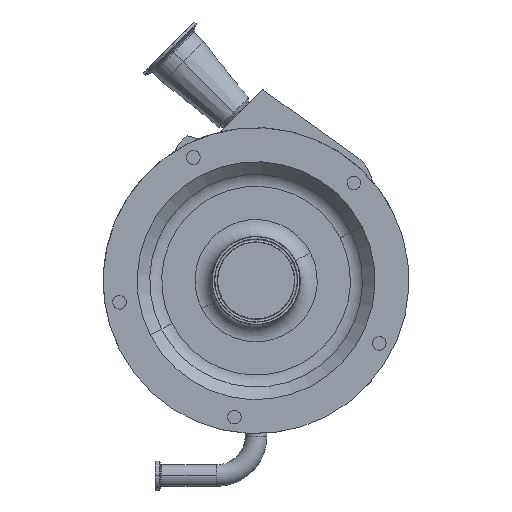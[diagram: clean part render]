
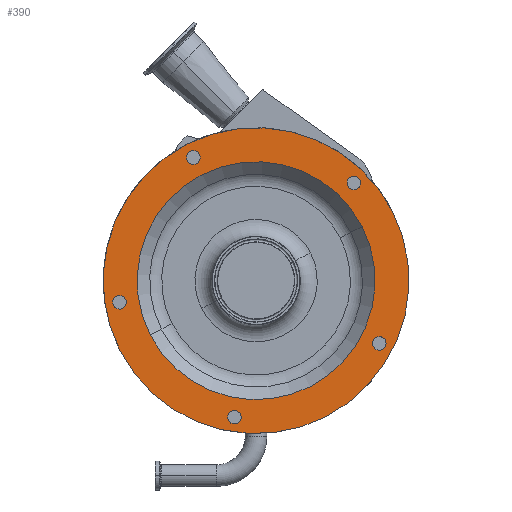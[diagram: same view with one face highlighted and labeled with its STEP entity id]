
A CAD part, top view. The second image highlights one B-rep face of the part: STEP entity #390.
In plain terms, the highlighted planar face has unit normal (0, 0, 1).
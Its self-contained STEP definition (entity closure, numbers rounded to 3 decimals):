
#390 = ADVANCED_FACE ( 'NONE', ( #5748, #2560, #5572, #2650, #2833, #18341, #17180 ), #14167, .F. ) ;
#485 = DIRECTION ( 'NONE',  ( 0., 0., 1. ) ) ;
#681 = AXIS2_PLACEMENT_3D ( 'NONE', #1894, #485, #3042 ) ;
#762 = VERTEX_POINT ( 'NONE', #15281 ) ;
#776 = DIRECTION ( 'NONE',  ( -0.156, 0.988, 0. ) ) ;
#799 = VERTEX_POINT ( 'NONE', #16606 ) ;
#876 = EDGE_CURVE ( 'NONE', #1614, #799, #7025, .T. ) ;
#1032 = EDGE_LOOP ( 'NONE', ( #18280, #13166 ) ) ;
#1399 = CARTESIAN_POINT ( 'NONE',  ( -17.706, 34.749, 222. ) ) ;
#1468 = CARTESIAN_POINT ( 'NONE',  ( 120.286, 61.289, 222. ) ) ;
#1614 = VERTEX_POINT ( 'NONE', #2437 ) ;
#1656 = DIRECTION ( 'NONE',  ( -0.988, 0.156, 0. ) ) ;
#1673 = VERTEX_POINT ( 'NONE', #6588 ) ;
#1674 = DIRECTION ( 'NONE',  ( 0., 0., 1. ) ) ;
#1700 = AXIS2_PLACEMENT_3D ( 'NONE', #14239, #5475, #9809 ) ;
#1894 = CARTESIAN_POINT ( 'NONE',  ( 86.267, 86.267, 222. ) ) ;
#1999 = CARTESIAN_POINT ( 'NONE',  ( -125.844, -21.809, 222. ) ) ;
#2034 = ORIENTED_EDGE ( 'NONE', *, *, #5930, .F. ) ;
#2180 = DIRECTION ( 'NONE',  ( 0.891, 0.454, 0. ) ) ;
#2437 = CARTESIAN_POINT ( 'NONE',  ( 88.991, 91.613, 222. ) ) ;
#2441 = VERTEX_POINT ( 'NONE', #2951 ) ;
#2542 = AXIS2_PLACEMENT_3D ( 'NONE', #6404, #6057, #15003 ) ;
#2560 = FACE_BOUND ( 'NONE', #5022, .T. ) ;
#2619 = EDGE_CURVE ( 'NONE', #762, #7860, #3755, .T. ) ;
#2650 = FACE_BOUND ( 'NONE', #12221, .T. ) ;
#2833 = FACE_BOUND ( 'NONE', #15675, .T. ) ;
#2951 = CARTESIAN_POINT ( 'NONE',  ( -115.152, -16.361, 222. ) ) ;
#3042 = DIRECTION ( 'NONE',  ( 0.707, -0.707, 0. ) ) ;
#3085 = CIRCLE ( 'NONE', #10618, 6. ) ;
#3281 = CARTESIAN_POINT ( 'NONE',  ( -18.146, -126.424, 222. ) ) ;
#3397 = ORIENTED_EDGE ( 'NONE', *, *, #4031, .F. ) ;
#3449 = CARTESIAN_POINT ( 'NONE',  ( 114.629, -56.325, 222. ) ) ;
#3561 = ORIENTED_EDGE ( 'NONE', *, *, #4646, .F. ) ;
#3755 = CIRCLE ( 'NONE', #2542, 105. ) ;
#3809 = ORIENTED_EDGE ( 'NONE', *, *, #16652, .F. ) ;
#3965 = VERTEX_POINT ( 'NONE', #13616 ) ;
#4003 = DIRECTION ( 'NONE',  ( 0., 0., 1. ) ) ;
#4018 = DIRECTION ( 'NONE',  ( 0.891, 0.454, 0. ) ) ;
#4031 = EDGE_CURVE ( 'NONE', #2441, #4767, #3085, .T. ) ;
#4132 = EDGE_CURVE ( 'NONE', #10469, #14679, #9427, .T. ) ;
#4309 = CIRCLE ( 'NONE', #681, 6. ) ;
#4311 = VERTEX_POINT ( 'NONE', #14733 ) ;
#4362 = ORIENTED_EDGE ( 'NONE', *, *, #18706, .F. ) ;
#4379 = EDGE_CURVE ( 'NONE', #4311, #5091, #13965, .T. ) ;
#4401 = DIRECTION ( 'NONE',  ( 0., 0., 1. ) ) ;
#4585 = CIRCLE ( 'NONE', #5795, 6. ) ;
#4646 = EDGE_CURVE ( 'NONE', #799, #1614, #4309, .T. ) ;
#4767 = VERTEX_POINT ( 'NONE', #1999 ) ;
#4869 = CIRCLE ( 'NONE', #6685, 135. ) ;
#4874 = DIRECTION ( 'NONE',  ( -0.988, 0.156, 0. ) ) ;
#4923 = AXIS2_PLACEMENT_3D ( 'NONE', #9419, #11030, #15178 ) ;
#5022 = EDGE_LOOP ( 'NONE', ( #11159, #3561 ) ) ;
#5085 = EDGE_CURVE ( 'NONE', #5091, #4311, #4585, .T. ) ;
#5091 = VERTEX_POINT ( 'NONE', #14418 ) ;
#5471 = ORIENTED_EDGE ( 'NONE', *, *, #4132, .T. ) ;
#5475 = DIRECTION ( 'NONE',  ( 0., 0., 1. ) ) ;
#5484 = DIRECTION ( 'NONE',  ( 0., 0., -1. ) ) ;
#5569 = DIRECTION ( 'NONE',  ( -0.454, -0.891, 0. ) ) ;
#5572 = FACE_BOUND ( 'NONE', #14857, .T. ) ;
#5648 = ORIENTED_EDGE ( 'NONE', *, *, #9985, .F. ) ;
#5748 = FACE_OUTER_BOUND ( 'NONE', #11152, .T. ) ;
#5795 = AXIS2_PLACEMENT_3D ( 'NONE', #15929, #1674, #12825 ) ;
#5930 = EDGE_CURVE ( 'NONE', #16898, #3965, #7979, .T. ) ;
#6057 = DIRECTION ( 'NONE',  ( 0., 0., 1. ) ) ;
#6253 = CARTESIAN_POINT ( 'NONE',  ( -120.498, -19.085, 222. ) ) ;
#6350 = CARTESIAN_POINT ( 'NONE',  ( 108.703, -55.387, 222. ) ) ;
#6404 = CARTESIAN_POINT ( 'NONE',  ( 0., 0., 222. ) ) ;
#6406 = CIRCLE ( 'NONE', #12750, 6. ) ;
#6588 = CARTESIAN_POINT ( 'NONE',  ( 102.777, -54.448, 222. ) ) ;
#6685 = AXIS2_PLACEMENT_3D ( 'NONE', #17765, #9551, #2180 ) ;
#6918 = CIRCLE ( 'NONE', #11154, 6. ) ;
#7025 = CIRCLE ( 'NONE', #4923, 6. ) ;
#7046 = AXIS2_PLACEMENT_3D ( 'NONE', #1399, #5484, #17272 ) ;
#7050 = ORIENTED_EDGE ( 'NONE', *, *, #12630, .T. ) ;
#7860 = VERTEX_POINT ( 'NONE', #18066 ) ;
#7967 = CARTESIAN_POINT ( 'NONE',  ( -55.387, 108.703, 222. ) ) ;
#7979 = CIRCLE ( 'NONE', #11301, 6. ) ;
#8629 = EDGE_CURVE ( 'NONE', #1673, #17422, #6918, .T. ) ;
#9052 = CIRCLE ( 'NONE', #17771, 6. ) ;
#9419 = CARTESIAN_POINT ( 'NONE',  ( 86.267, 86.267, 222. ) ) ;
#9427 = CIRCLE ( 'NONE', #18201, 135. ) ;
#9551 = DIRECTION ( 'NONE',  ( 0., 0., 1. ) ) ;
#9746 = DIRECTION ( 'NONE',  ( 0.891, 0.454, 0. ) ) ;
#9809 = DIRECTION ( 'NONE',  ( 0.891, 0.454, 0. ) ) ;
#9985 = EDGE_CURVE ( 'NONE', #17422, #1673, #12540, .T. ) ;
#10469 = VERTEX_POINT ( 'NONE', #14240 ) ;
#10618 = AXIS2_PLACEMENT_3D ( 'NONE', #6253, #12012, #17780 ) ;
#10752 = CIRCLE ( 'NONE', #1700, 105. ) ;
#10901 = DIRECTION ( 'NONE',  ( 0., 0., 1. ) ) ;
#11030 = DIRECTION ( 'NONE',  ( 0., 0., 1. ) ) ;
#11085 = ORIENTED_EDGE ( 'NONE', *, *, #2619, .F. ) ;
#11152 = EDGE_LOOP ( 'NONE', ( #7050, #5471 ) ) ;
#11154 = AXIS2_PLACEMENT_3D ( 'NONE', #14162, #12827, #5569 ) ;
#11159 = ORIENTED_EDGE ( 'NONE', *, *, #876, .F. ) ;
#11301 = AXIS2_PLACEMENT_3D ( 'NONE', #13459, #13366, #4874 ) ;
#11342 = AXIS2_PLACEMENT_3D ( 'NONE', #6350, #12115, #17886 ) ;
#11512 = EDGE_LOOP ( 'NONE', ( #11085, #17533 ) ) ;
#12012 = DIRECTION ( 'NONE',  ( 0., 0., 1. ) ) ;
#12115 = DIRECTION ( 'NONE',  ( 0., 0., 1. ) ) ;
#12221 = EDGE_LOOP ( 'NONE', ( #2034, #4362 ) ) ;
#12267 = ORIENTED_EDGE ( 'NONE', *, *, #8629, .F. ) ;
#12540 = CIRCLE ( 'NONE', #11342, 6. ) ;
#12630 = EDGE_CURVE ( 'NONE', #14679, #10469, #4869, .T. ) ;
#12750 = AXIS2_PLACEMENT_3D ( 'NONE', #16350, #18067, #776 ) ;
#12754 = AXIS2_PLACEMENT_3D ( 'NONE', #7967, #10901, #4018 ) ;
#12825 = DIRECTION ( 'NONE',  ( 0.891, 0.454, 0. ) ) ;
#12827 = DIRECTION ( 'NONE',  ( 0., 0., 1. ) ) ;
#13166 = ORIENTED_EDGE ( 'NONE', *, *, #4379, .F. ) ;
#13366 = DIRECTION ( 'NONE',  ( 0., 0., 1. ) ) ;
#13459 = CARTESIAN_POINT ( 'NONE',  ( -19.085, -120.498, 222. ) ) ;
#13616 = CARTESIAN_POINT ( 'NONE',  ( -20.024, -114.572, 222. ) ) ;
#13965 = CIRCLE ( 'NONE', #12754, 6. ) ;
#14162 = CARTESIAN_POINT ( 'NONE',  ( 108.703, -55.387, 222. ) ) ;
#14167 = PLANE ( 'NONE',  #7046 ) ;
#14239 = CARTESIAN_POINT ( 'NONE',  ( 0., 0., 222. ) ) ;
#14240 = CARTESIAN_POINT ( 'NONE',  ( -120.286, -61.289, 222. ) ) ;
#14418 = CARTESIAN_POINT ( 'NONE',  ( -59.629, 112.945, 222. ) ) ;
#14679 = VERTEX_POINT ( 'NONE', #1468 ) ;
#14733 = CARTESIAN_POINT ( 'NONE',  ( -51.144, 104.46, 222. ) ) ;
#14857 = EDGE_LOOP ( 'NONE', ( #5648, #12267 ) ) ;
#15003 = DIRECTION ( 'NONE',  ( 0.891, 0.454, 0. ) ) ;
#15178 = DIRECTION ( 'NONE',  ( 0.707, -0.707, 0. ) ) ;
#15281 = CARTESIAN_POINT ( 'NONE',  ( 93.556, 47.669, 222. ) ) ;
#15424 = EDGE_CURVE ( 'NONE', #7860, #762, #10752, .T. ) ;
#15675 = EDGE_LOOP ( 'NONE', ( #3809, #3397 ) ) ;
#15929 = CARTESIAN_POINT ( 'NONE',  ( -55.387, 108.703, 222. ) ) ;
#16011 = CARTESIAN_POINT ( 'NONE',  ( -19.085, -120.498, 222. ) ) ;
#16350 = CARTESIAN_POINT ( 'NONE',  ( -120.498, -19.085, 222. ) ) ;
#16606 = CARTESIAN_POINT ( 'NONE',  ( 83.543, 80.921, 222. ) ) ;
#16652 = EDGE_CURVE ( 'NONE', #4767, #2441, #6406, .T. ) ;
#16748 = CARTESIAN_POINT ( 'NONE',  ( 0., 0., 222. ) ) ;
#16898 = VERTEX_POINT ( 'NONE', #3281 ) ;
#17180 = FACE_BOUND ( 'NONE', #11512, .T. ) ;
#17272 = DIRECTION ( 'NONE',  ( 0., -1., 0. ) ) ;
#17422 = VERTEX_POINT ( 'NONE', #3449 ) ;
#17533 = ORIENTED_EDGE ( 'NONE', *, *, #15424, .F. ) ;
#17765 = CARTESIAN_POINT ( 'NONE',  ( 0., 0., 222. ) ) ;
#17771 = AXIS2_PLACEMENT_3D ( 'NONE', #16011, #4401, #1656 ) ;
#17780 = DIRECTION ( 'NONE',  ( -0.156, 0.988, 0. ) ) ;
#17886 = DIRECTION ( 'NONE',  ( -0.454, -0.891, 0. ) ) ;
#18066 = CARTESIAN_POINT ( 'NONE',  ( -93.556, -47.669, 222. ) ) ;
#18067 = DIRECTION ( 'NONE',  ( 0., 0., 1. ) ) ;
#18201 = AXIS2_PLACEMENT_3D ( 'NONE', #16748, #4003, #9746 ) ;
#18280 = ORIENTED_EDGE ( 'NONE', *, *, #5085, .F. ) ;
#18341 = FACE_BOUND ( 'NONE', #1032, .T. ) ;
#18706 = EDGE_CURVE ( 'NONE', #3965, #16898, #9052, .T. ) ;
